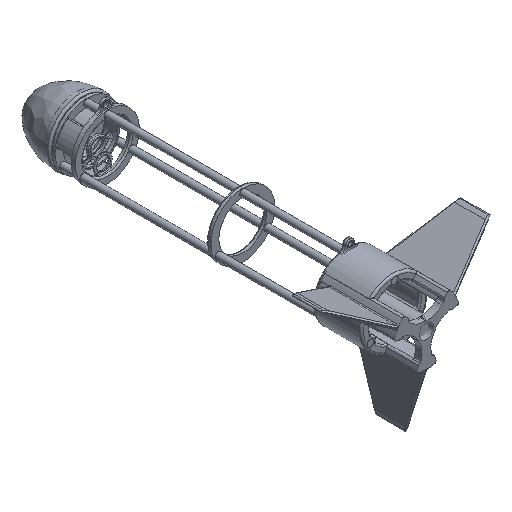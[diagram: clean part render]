
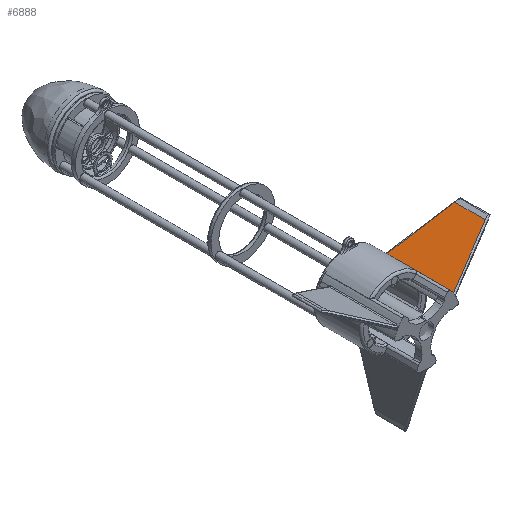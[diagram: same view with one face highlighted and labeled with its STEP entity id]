
A CAD part, isometric view. The second image highlights one B-rep face of the part: STEP entity #6888.
In plain terms, the highlighted face is planar.
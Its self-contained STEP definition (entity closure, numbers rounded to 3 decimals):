
#265=PLANE('',#7445);
#410=LINE('',#11147,#773);
#468=LINE('',#11559,#831);
#472=LINE('',#11568,#835);
#473=LINE('',#11569,#836);
#773=VECTOR('',#8537,10.);
#831=VECTOR('',#8693,10.);
#835=VECTOR('',#8703,10.);
#836=VECTOR('',#8704,10.);
#1304=FACE_OUTER_BOUND('',#1710,.T.);
#1710=EDGE_LOOP('',(#4989,#4990,#4991,#4992));
#2902=VERTEX_POINT('',#11089);
#2905=VERTEX_POINT('',#11145);
#2971=VERTEX_POINT('',#11558);
#2973=VERTEX_POINT('',#11567);
#3648=EDGE_CURVE('',#2905,#2902,#410,.T.);
#3744=EDGE_CURVE('',#2971,#2905,#468,.T.);
#3749=EDGE_CURVE('',#2971,#2973,#472,.T.);
#3750=EDGE_CURVE('',#2902,#2973,#473,.T.);
#4989=ORIENTED_EDGE('',*,*,#3648,.F.);
#4990=ORIENTED_EDGE('',*,*,#3744,.F.);
#4991=ORIENTED_EDGE('',*,*,#3749,.T.);
#4992=ORIENTED_EDGE('',*,*,#3750,.F.);
#6888=ADVANCED_FACE('',(#1304),#265,.T.);
#7445=AXIS2_PLACEMENT_3D('',#11566,#8701,#8702);
#8537=DIRECTION('',(0.,-1.,0.));
#8693=DIRECTION('',(0.826,0.301,-0.477));
#8701=DIRECTION('center_axis',(0.5,0.,0.866));
#8702=DIRECTION('ref_axis',(-0.866,0.,0.5));
#8703=DIRECTION('',(0.,-1.,0.));
#8704=DIRECTION('',(-0.826,0.301,0.477));
#11089=CARTESIAN_POINT('',(-28.181,-63.893,18.002));
#11145=CARTESIAN_POINT('',(-28.181,1.393,18.002));
#11147=CARTESIAN_POINT('',(-28.181,3.,18.002));
#11558=CARTESIAN_POINT('',(-76.835,-16.321,46.092));
#11559=CARTESIAN_POINT('',(-27.041,1.808,17.343));
#11566=CARTESIAN_POINT('Origin',(-27.366,3.,17.531));
#11567=CARTESIAN_POINT('',(-76.835,-46.179,46.092));
#11568=CARTESIAN_POINT('',(-76.835,3.,46.092));
#11569=CARTESIAN_POINT('',(-65.873,-50.17,39.763));
